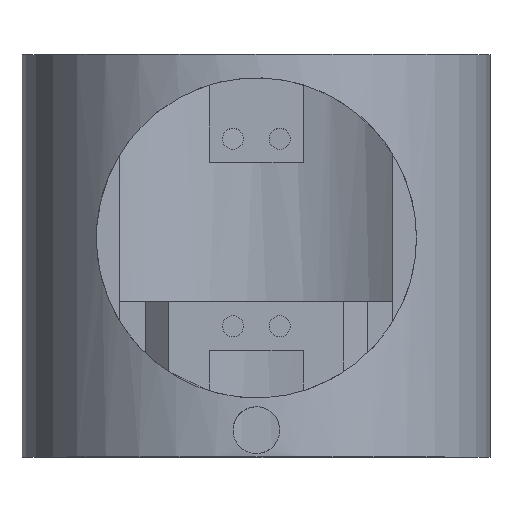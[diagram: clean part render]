
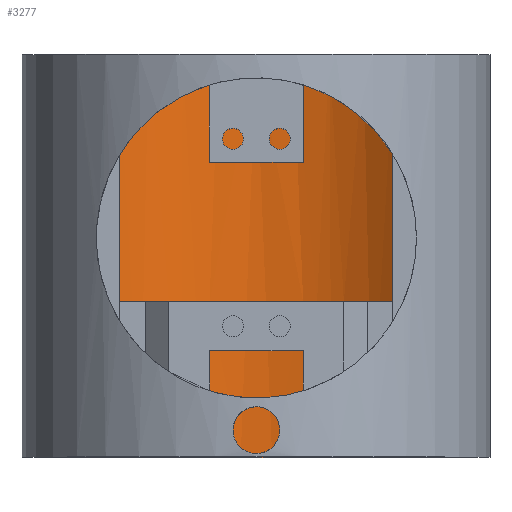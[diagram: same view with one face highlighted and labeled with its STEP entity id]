
A CAD part, top view. The second image highlights one B-rep face of the part: STEP entity #3277.
In plain terms, the highlighted cylindrical face has radius 46 mm (diameter 92 mm), a partial arc.
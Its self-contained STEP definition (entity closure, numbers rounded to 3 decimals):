
#232=FACE_OUTER_BOUND('',#417,.T.);
#417=EDGE_LOOP('',(#2331,#2332,#2333,#2334,#2335,#2336,#2337,#2338,#2339,
#2340,#2341,#2342));
#652=LINE('',#4721,#1039);
#654=LINE('',#4725,#1041);
#655=LINE('',#4729,#1042);
#656=LINE('',#4733,#1043);
#657=LINE('',#4737,#1044);
#658=LINE('',#4741,#1045);
#1039=VECTOR('',#3801,10.);
#1041=VECTOR('',#3805,10.);
#1042=VECTOR('',#3808,10.);
#1043=VECTOR('',#3811,10.);
#1044=VECTOR('',#3814,10.);
#1045=VECTOR('',#3817,10.);
#1419=CIRCLE('',#3486,46.);
#1421=CIRCLE('',#3491,46.);
#1422=CIRCLE('',#3492,46.);
#1423=CIRCLE('',#3493,46.);
#1424=CIRCLE('',#3494,46.);
#1425=CIRCLE('',#3495,46.);
#1507=VERTEX_POINT('',#4704);
#1508=VERTEX_POINT('',#4705);
#1513=VERTEX_POINT('',#4720);
#1514=VERTEX_POINT('',#4724);
#1515=VERTEX_POINT('',#4726);
#1516=VERTEX_POINT('',#4728);
#1517=VERTEX_POINT('',#4730);
#1518=VERTEX_POINT('',#4732);
#1519=VERTEX_POINT('',#4734);
#1520=VERTEX_POINT('',#4736);
#1521=VERTEX_POINT('',#4738);
#1522=VERTEX_POINT('',#4740);
#1831=EDGE_CURVE('',#1507,#1508,#1419,.T.);
#1839=EDGE_CURVE('',#1513,#1507,#652,.T.);
#1841=EDGE_CURVE('',#1508,#1514,#654,.T.);
#1842=EDGE_CURVE('',#1514,#1515,#1421,.T.);
#1843=EDGE_CURVE('',#1515,#1516,#655,.T.);
#1844=EDGE_CURVE('',#1516,#1517,#1422,.T.);
#1845=EDGE_CURVE('',#1517,#1518,#656,.T.);
#1846=EDGE_CURVE('',#1518,#1519,#1423,.T.);
#1847=EDGE_CURVE('',#1519,#1520,#657,.T.);
#1848=EDGE_CURVE('',#1520,#1521,#1424,.T.);
#1849=EDGE_CURVE('',#1521,#1522,#658,.T.);
#1850=EDGE_CURVE('',#1522,#1513,#1425,.T.);
#2331=ORIENTED_EDGE('',*,*,#1831,.T.);
#2332=ORIENTED_EDGE('',*,*,#1841,.T.);
#2333=ORIENTED_EDGE('',*,*,#1842,.T.);
#2334=ORIENTED_EDGE('',*,*,#1843,.T.);
#2335=ORIENTED_EDGE('',*,*,#1844,.T.);
#2336=ORIENTED_EDGE('',*,*,#1845,.T.);
#2337=ORIENTED_EDGE('',*,*,#1846,.T.);
#2338=ORIENTED_EDGE('',*,*,#1847,.T.);
#2339=ORIENTED_EDGE('',*,*,#1848,.T.);
#2340=ORIENTED_EDGE('',*,*,#1849,.T.);
#2341=ORIENTED_EDGE('',*,*,#1850,.T.);
#2342=ORIENTED_EDGE('',*,*,#1839,.T.);
#3239=CYLINDRICAL_SURFACE('',#3490,46.);
#3277=ADVANCED_FACE('',(#232),#3239,.F.);
#3486=AXIS2_PLACEMENT_3D('',#4706,#3787,#3788);
#3490=AXIS2_PLACEMENT_3D('',#4723,#3803,#3804);
#3491=AXIS2_PLACEMENT_3D('',#4727,#3806,#3807);
#3492=AXIS2_PLACEMENT_3D('',#4731,#3809,#3810);
#3493=AXIS2_PLACEMENT_3D('',#4735,#3812,#3813);
#3494=AXIS2_PLACEMENT_3D('',#4739,#3815,#3816);
#3495=AXIS2_PLACEMENT_3D('',#4742,#3818,#3819);
#3787=DIRECTION('center_axis',(0.,-1.,0.));
#3788=DIRECTION('ref_axis',(-1.,0.,0.));
#3801=DIRECTION('',(0.,-1.,0.));
#3803=DIRECTION('center_axis',(0.,-1.,0.));
#3804=DIRECTION('ref_axis',(-1.,0.,0.));
#3805=DIRECTION('',(0.,1.,0.));
#3806=DIRECTION('center_axis',(0.,1.,0.));
#3807=DIRECTION('ref_axis',(-1.,0.,0.));
#3808=DIRECTION('',(0.,-1.,0.));
#3809=DIRECTION('center_axis',(0.,-1.,0.));
#3810=DIRECTION('ref_axis',(-1.,0.,0.));
#3811=DIRECTION('',(0.,1.,0.));
#3812=DIRECTION('center_axis',(0.,-1.,0.));
#3813=DIRECTION('ref_axis',(-1.,0.,0.));
#3814=DIRECTION('',(0.,-1.,0.));
#3815=DIRECTION('center_axis',(0.,-1.,0.));
#3816=DIRECTION('ref_axis',(-1.,0.,0.));
#3817=DIRECTION('',(0.,1.,0.));
#3818=DIRECTION('center_axis',(0.,-1.,0.));
#3819=DIRECTION('ref_axis',(-1.,0.,0.));
#4704=CARTESIAN_POINT('',(18.686,160.64,94.349));
#4705=CARTESIAN_POINT('',(35.072,160.64,106.681));
#4706=CARTESIAN_POINT('Origin',(-0.086,160.64,136.344));
#4720=CARTESIAN_POINT('',(18.686,189.84,94.349));
#4721=CARTESIAN_POINT('',(18.686,252.735,94.349));
#4723=CARTESIAN_POINT('Origin',(-0.086,252.735,136.344));
#4724=CARTESIAN_POINT('',(35.072,242.64,106.681));
#4725=CARTESIAN_POINT('',(35.072,242.64,106.681));
#4726=CARTESIAN_POINT('',(-35.244,242.64,106.681));
#4727=CARTESIAN_POINT('Origin',(-0.086,242.64,136.344));
#4728=CARTESIAN_POINT('',(-35.244,160.64,106.681));
#4729=CARTESIAN_POINT('',(-35.244,242.64,106.681));
#4730=CARTESIAN_POINT('',(-18.686,160.64,94.272));
#4731=CARTESIAN_POINT('Origin',(-0.086,160.64,136.344));
#4732=CARTESIAN_POINT('',(-18.686,189.84,94.272));
#4733=CARTESIAN_POINT('',(-18.686,252.735,94.272));
#4734=CARTESIAN_POINT('',(-10.,189.84,91.425));
#4735=CARTESIAN_POINT('Origin',(-0.086,189.84,136.344));
#4736=CARTESIAN_POINT('',(-10.,156.64,91.425));
#4737=CARTESIAN_POINT('',(-10.,252.735,91.425));
#4738=CARTESIAN_POINT('',(10.,156.64,91.464));
#4739=CARTESIAN_POINT('Origin',(-0.086,156.64,136.344));
#4740=CARTESIAN_POINT('',(10.,189.84,91.464));
#4741=CARTESIAN_POINT('',(10.,252.735,91.464));
#4742=CARTESIAN_POINT('Origin',(-0.086,189.84,136.344));
